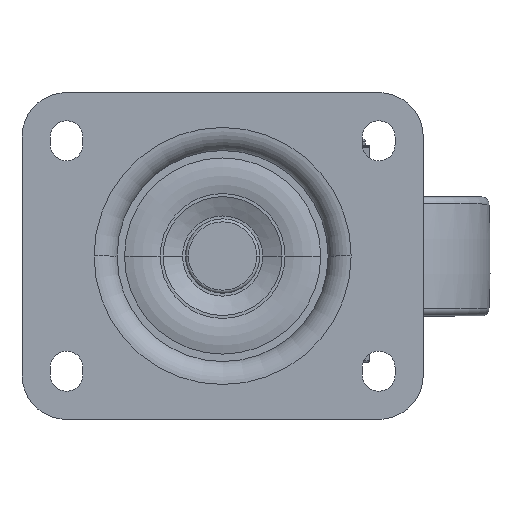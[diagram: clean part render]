
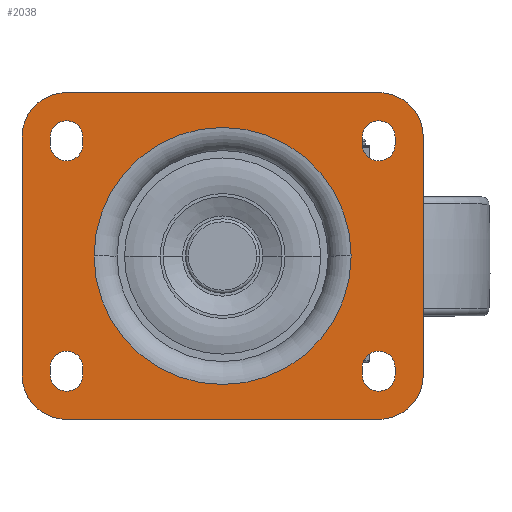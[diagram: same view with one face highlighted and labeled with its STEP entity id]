
A CAD part, top view. The second image highlights one B-rep face of the part: STEP entity #2038.
In plain terms, the highlighted planar face has unit normal (0, 0, 1).
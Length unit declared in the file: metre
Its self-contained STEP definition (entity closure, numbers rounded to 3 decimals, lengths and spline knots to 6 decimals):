
#2038=ADVANCED_FACE('',(#3380,#3381,#3382,#3383,#3384,#3385),#3386,.T.);
#3380=FACE_OUTER_BOUND('',#5878,.T.);
#3381=FACE_BOUND('',#5879,.T.);
#3382=FACE_BOUND('',#5880,.T.);
#3383=FACE_BOUND('',#5881,.T.);
#3384=FACE_BOUND('',#5882,.T.);
#3385=FACE_BOUND('',#5883,.T.);
#3386=PLANE('',#5884);
#5878=EDGE_LOOP('',(#39879,#39880,#39881,#39882,#39883,#39884,#39885,#39886));
#5879=EDGE_LOOP('',(#39887,#39888,#39889,#39890));
#5880=EDGE_LOOP('',(#39891,#39892,#39893,#39894));
#5881=EDGE_LOOP('',(#39895,#39896,#39897,#39898));
#5882=EDGE_LOOP('',(#39899,#39900,#39901,#39902));
#5883=EDGE_LOOP('',(#39903,#39904));
#5884=AXIS2_PLACEMENT_3D('',#39905,#39906,#39907);
#39879=ORIENTED_EDGE('',*,*,#51324,.T.);
#39880=ORIENTED_EDGE('',*,*,#51325,.F.);
#39881=ORIENTED_EDGE('',*,*,#51326,.F.);
#39882=ORIENTED_EDGE('',*,*,#51327,.F.);
#39883=ORIENTED_EDGE('',*,*,#51328,.F.);
#39884=ORIENTED_EDGE('',*,*,#51329,.F.);
#39885=ORIENTED_EDGE('',*,*,#51330,.T.);
#39886=ORIENTED_EDGE('',*,*,#51331,.F.);
#39887=ORIENTED_EDGE('',*,*,#51332,.T.);
#39888=ORIENTED_EDGE('',*,*,#51333,.T.);
#39889=ORIENTED_EDGE('',*,*,#51334,.T.);
#39890=ORIENTED_EDGE('',*,*,#51335,.T.);
#39891=ORIENTED_EDGE('',*,*,#51336,.T.);
#39892=ORIENTED_EDGE('',*,*,#51337,.T.);
#39893=ORIENTED_EDGE('',*,*,#51338,.T.);
#39894=ORIENTED_EDGE('',*,*,#51339,.T.);
#39895=ORIENTED_EDGE('',*,*,#51340,.T.);
#39896=ORIENTED_EDGE('',*,*,#51341,.T.);
#39897=ORIENTED_EDGE('',*,*,#51342,.T.);
#39898=ORIENTED_EDGE('',*,*,#51343,.T.);
#39899=ORIENTED_EDGE('',*,*,#51344,.T.);
#39900=ORIENTED_EDGE('',*,*,#51345,.T.);
#39901=ORIENTED_EDGE('',*,*,#51346,.T.);
#39902=ORIENTED_EDGE('',*,*,#51347,.T.);
#39903=ORIENTED_EDGE('',*,*,#51323,.F.);
#39904=ORIENTED_EDGE('',*,*,#51270,.F.);
#39905=CARTESIAN_POINT('',(0.0,0.0,0.0));
#39906=DIRECTION('',(0.0,0.0,1.0));
#39907=DIRECTION('',(1.0,0.0,0.0));
#51270=EDGE_CURVE('',#54177,#54180,#54181,.T.);
#51323=EDGE_CURVE('',#54180,#54177,#54273,.T.);
#51324=EDGE_CURVE('',#54274,#54275,#54276,.T.);
#51325=EDGE_CURVE('',#54277,#54275,#54278,.T.);
#51326=EDGE_CURVE('',#54279,#54277,#54280,.T.);
#51327=EDGE_CURVE('',#54281,#54279,#54282,.T.);
#51328=EDGE_CURVE('',#54283,#54281,#54284,.T.);
#51329=EDGE_CURVE('',#54285,#54283,#54286,.T.);
#51330=EDGE_CURVE('',#54285,#54287,#54288,.T.);
#51331=EDGE_CURVE('',#54274,#54287,#54289,.T.);
#51332=EDGE_CURVE('',#54290,#54291,#54292,.T.);
#51333=EDGE_CURVE('',#54291,#54293,#54294,.T.);
#51334=EDGE_CURVE('',#54293,#54295,#54296,.T.);
#51335=EDGE_CURVE('',#54295,#54290,#54297,.T.);
#51336=EDGE_CURVE('',#54298,#54299,#54300,.T.);
#51337=EDGE_CURVE('',#54299,#54301,#54302,.T.);
#51338=EDGE_CURVE('',#54301,#54303,#54304,.T.);
#51339=EDGE_CURVE('',#54303,#54298,#54305,.T.);
#51340=EDGE_CURVE('',#54306,#54307,#54308,.T.);
#51341=EDGE_CURVE('',#54307,#54309,#54310,.T.);
#51342=EDGE_CURVE('',#54309,#54311,#54312,.T.);
#51343=EDGE_CURVE('',#54311,#54306,#54313,.T.);
#51344=EDGE_CURVE('',#54314,#54315,#54316,.T.);
#51345=EDGE_CURVE('',#54315,#54317,#54318,.T.);
#51346=EDGE_CURVE('',#54317,#54319,#54320,.T.);
#51347=EDGE_CURVE('',#54319,#54314,#54321,.T.);
#54177=VERTEX_POINT('',#58862);
#54180=VERTEX_POINT('',#58865);
#54181=CIRCLE('',#58866,0.043246);
#54273=CIRCLE('',#58974,0.043246);
#54274=VERTEX_POINT('',#58975);
#54275=VERTEX_POINT('',#58976);
#54276=CIRCLE('',#58977,0.015);
#54277=VERTEX_POINT('',#58978);
#54278=LINE('',#58979,#58980);
#54279=VERTEX_POINT('',#58981);
#54280=CIRCLE('',#58982,0.015);
#54281=VERTEX_POINT('',#58983);
#54282=LINE('',#58984,#58985);
#54283=VERTEX_POINT('',#58986);
#54284=CIRCLE('',#58987,0.015);
#54285=VERTEX_POINT('',#58988);
#54286=LINE('',#58989,#58990);
#54287=VERTEX_POINT('',#58991);
#54288=CIRCLE('',#58992,0.015);
#54289=LINE('',#58993,#58994);
#54290=VERTEX_POINT('',#58995);
#54291=VERTEX_POINT('',#58996);
#54292=LINE('',#58997,#58998);
#54293=VERTEX_POINT('',#58999);
#54294=CIRCLE('',#59000,0.0055);
#54295=VERTEX_POINT('',#59001);
#54296=LINE('',#59002,#59003);
#54297=CIRCLE('',#59004,0.0055);
#54298=VERTEX_POINT('',#59005);
#54299=VERTEX_POINT('',#59006);
#54300=LINE('',#59007,#59008);
#54301=VERTEX_POINT('',#59009);
#54302=CIRCLE('',#59010,0.0055);
#54303=VERTEX_POINT('',#59011);
#54304=LINE('',#59012,#59013);
#54305=CIRCLE('',#59014,0.0055);
#54306=VERTEX_POINT('',#59015);
#54307=VERTEX_POINT('',#59016);
#54308=LINE('',#59017,#59018);
#54309=VERTEX_POINT('',#59019);
#54310=CIRCLE('',#59020,0.0055);
#54311=VERTEX_POINT('',#59021);
#54312=LINE('',#59022,#59023);
#54313=CIRCLE('',#59024,0.0055);
#54314=VERTEX_POINT('',#59025);
#54315=VERTEX_POINT('',#59026);
#54316=LINE('',#59027,#59028);
#54317=VERTEX_POINT('',#59029);
#54318=CIRCLE('',#59030,0.0055);
#54319=VERTEX_POINT('',#59031);
#54320=LINE('',#59032,#59033);
#54321=CIRCLE('',#59034,0.0055);
#58862=CARTESIAN_POINT('',(-0.043246,0.,0.0));
#58865=CARTESIAN_POINT('',(0.043246,0.,0.0));
#58866=AXIS2_PLACEMENT_3D('',#74582,#74583,#74584);
#58974=AXIS2_PLACEMENT_3D('',#74709,#74710,#74711);
#58975=CARTESIAN_POINT('',(-0.0675,-0.04,0.0));
#58976=CARTESIAN_POINT('',(-0.0525,-0.055,0.0));
#58977=AXIS2_PLACEMENT_3D('',#74712,#74713,#74714);
#58978=CARTESIAN_POINT('',(0.0525,-0.055,0.0));
#58979=CARTESIAN_POINT('',(0.0525,-0.055,0.0));
#58980=VECTOR('',#74715,1.0);
#58981=CARTESIAN_POINT('',(0.0675,-0.04,0.0));
#58982=AXIS2_PLACEMENT_3D('',#74716,#74717,#74718);
#58983=CARTESIAN_POINT('',(0.0675,0.04,0.0));
#58984=CARTESIAN_POINT('',(0.0675,0.04,0.0));
#58985=VECTOR('',#74719,1.0);
#58986=CARTESIAN_POINT('',(0.0525,0.055,0.0));
#58987=AXIS2_PLACEMENT_3D('',#74720,#74721,#74722);
#58988=CARTESIAN_POINT('',(-0.0525,0.055,0.0));
#58989=CARTESIAN_POINT('',(-0.0525,0.055,0.0));
#58990=VECTOR('',#74723,1.0);
#58991=CARTESIAN_POINT('',(-0.0675,0.04,0.0));
#58992=AXIS2_PLACEMENT_3D('',#74724,#74725,#74726);
#58993=CARTESIAN_POINT('',(-0.0675,-0.04,0.0));
#58994=VECTOR('',#74727,1.0);
#58995=CARTESIAN_POINT('',(-0.047,0.04,0.0));
#58996=CARTESIAN_POINT('',(-0.047,0.0375,0.0));
#58997=CARTESIAN_POINT('',(-0.047,0.0375,0.0));
#58998=VECTOR('',#74728,1.0);
#58999=CARTESIAN_POINT('',(-0.058,0.0375,0.0));
#59000=AXIS2_PLACEMENT_3D('',#74729,#74730,#74731);
#59001=CARTESIAN_POINT('',(-0.058,0.04,0.0));
#59002=CARTESIAN_POINT('',(-0.058,0.0375,0.0));
#59003=VECTOR('',#74732,1.0);
#59004=AXIS2_PLACEMENT_3D('',#74733,#74734,#74735);
#59005=CARTESIAN_POINT('',(-0.058,-0.04,0.0));
#59006=CARTESIAN_POINT('',(-0.058,-0.0375,0.0));
#59007=CARTESIAN_POINT('',(-0.058,-0.0375,0.0));
#59008=VECTOR('',#74736,1.0);
#59009=CARTESIAN_POINT('',(-0.047,-0.0375,0.0));
#59010=AXIS2_PLACEMENT_3D('',#74737,#74738,#74739);
#59011=CARTESIAN_POINT('',(-0.047,-0.04,0.0));
#59012=CARTESIAN_POINT('',(-0.047,-0.0375,0.0));
#59013=VECTOR('',#74740,1.0);
#59014=AXIS2_PLACEMENT_3D('',#74741,#74742,#74743);
#59015=CARTESIAN_POINT('',(0.058,0.04,0.0));
#59016=CARTESIAN_POINT('',(0.058,0.0375,0.0));
#59017=CARTESIAN_POINT('',(0.058,0.0375,0.0));
#59018=VECTOR('',#74744,1.0);
#59019=CARTESIAN_POINT('',(0.047,0.0375,0.0));
#59020=AXIS2_PLACEMENT_3D('',#74745,#74746,#74747);
#59021=CARTESIAN_POINT('',(0.047,0.04,0.0));
#59022=CARTESIAN_POINT('',(0.047,0.0375,0.0));
#59023=VECTOR('',#74748,1.0);
#59024=AXIS2_PLACEMENT_3D('',#74749,#74750,#74751);
#59025=CARTESIAN_POINT('',(0.047,-0.04,0.0));
#59026=CARTESIAN_POINT('',(0.047,-0.0375,0.0));
#59027=CARTESIAN_POINT('',(0.047,-0.0375,0.0));
#59028=VECTOR('',#74752,1.0);
#59029=CARTESIAN_POINT('',(0.058,-0.0375,0.0));
#59030=AXIS2_PLACEMENT_3D('',#74753,#74754,#74755);
#59031=CARTESIAN_POINT('',(0.058,-0.04,0.0));
#59032=CARTESIAN_POINT('',(0.058,-0.0375,0.0));
#59033=VECTOR('',#74756,1.0);
#59034=AXIS2_PLACEMENT_3D('',#74757,#74758,#74759);
#74582=CARTESIAN_POINT('',(0.0,0.0,0.0));
#74583=DIRECTION('',(0.0,0.0,1.0));
#74584=DIRECTION('',(-1.0,0.,0.0));
#74709=CARTESIAN_POINT('',(0.0,0.0,0.0));
#74710=DIRECTION('',(0.0,0.0,1.0));
#74711=DIRECTION('',(-1.0,0.,0.0));
#74712=CARTESIAN_POINT('',(-0.0525,-0.04,0.0));
#74713=DIRECTION('',(0.0,0.0,1.0));
#74714=DIRECTION('',(-1.0,0.0,0.0));
#74715=DIRECTION('',(-1.0,0.0,0.0));
#74716=CARTESIAN_POINT('',(0.0525,-0.04,0.0));
#74717=DIRECTION('',(0.0,0.0,-1.0));
#74718=DIRECTION('',(1.0,0.0,0.0));
#74719=DIRECTION('',(0.0,-1.0,0.0));
#74720=CARTESIAN_POINT('',(0.0525,0.04,0.0));
#74721=DIRECTION('',(0.0,0.0,-1.0));
#74722=DIRECTION('',(0.0,1.0,0.0));
#74723=DIRECTION('',(1.0,0.0,0.0));
#74724=CARTESIAN_POINT('',(-0.0525,0.04,0.0));
#74725=DIRECTION('',(0.0,-0.0,1.0));
#74726=DIRECTION('',(0.0,1.0,0.0));
#74727=DIRECTION('',(0.0,1.0,0.0));
#74728=DIRECTION('',(-0.0,-1.0,-0.0));
#74729=CARTESIAN_POINT('',(-0.0525,0.0375,0.0));
#74730=DIRECTION('',(0.0,0.0,-1.0));
#74731=DIRECTION('',(1.0,0.0,0.0));
#74732=DIRECTION('',(0.0,1.0,0.0));
#74733=CARTESIAN_POINT('',(-0.0525,0.04,0.0));
#74734=DIRECTION('',(0.0,0.0,-1.0));
#74735=DIRECTION('',(1.0,0.0,0.0));
#74736=DIRECTION('',(-0.0,1.0,-0.0));
#74737=CARTESIAN_POINT('',(-0.0525,-0.0375,0.0));
#74738=DIRECTION('',(0.0,0.0,-1.0));
#74739=DIRECTION('',(1.0,0.0,0.0));
#74740=DIRECTION('',(0.0,-1.0,0.0));
#74741=CARTESIAN_POINT('',(-0.0525,-0.04,0.0));
#74742=DIRECTION('',(0.0,0.0,-1.0));
#74743=DIRECTION('',(1.0,0.0,0.0));
#74744=DIRECTION('',(-0.0,-1.0,-0.0));
#74745=CARTESIAN_POINT('',(0.0525,0.0375,0.0));
#74746=DIRECTION('',(0.0,0.0,-1.0));
#74747=DIRECTION('',(-1.0,0.0,0.0));
#74748=DIRECTION('',(0.0,1.0,0.0));
#74749=CARTESIAN_POINT('',(0.0525,0.04,0.0));
#74750=DIRECTION('',(0.0,0.0,-1.0));
#74751=DIRECTION('',(-1.0,0.0,0.0));
#74752=DIRECTION('',(-0.0,1.0,-0.0));
#74753=CARTESIAN_POINT('',(0.0525,-0.0375,0.0));
#74754=DIRECTION('',(-0.0,0.0,-1.0));
#74755=DIRECTION('',(-1.0,0.0,0.0));
#74756=DIRECTION('',(0.0,-1.0,0.0));
#74757=CARTESIAN_POINT('',(0.0525,-0.04,0.0));
#74758=DIRECTION('',(-0.0,0.0,-1.0));
#74759=DIRECTION('',(-1.0,0.0,0.0));
